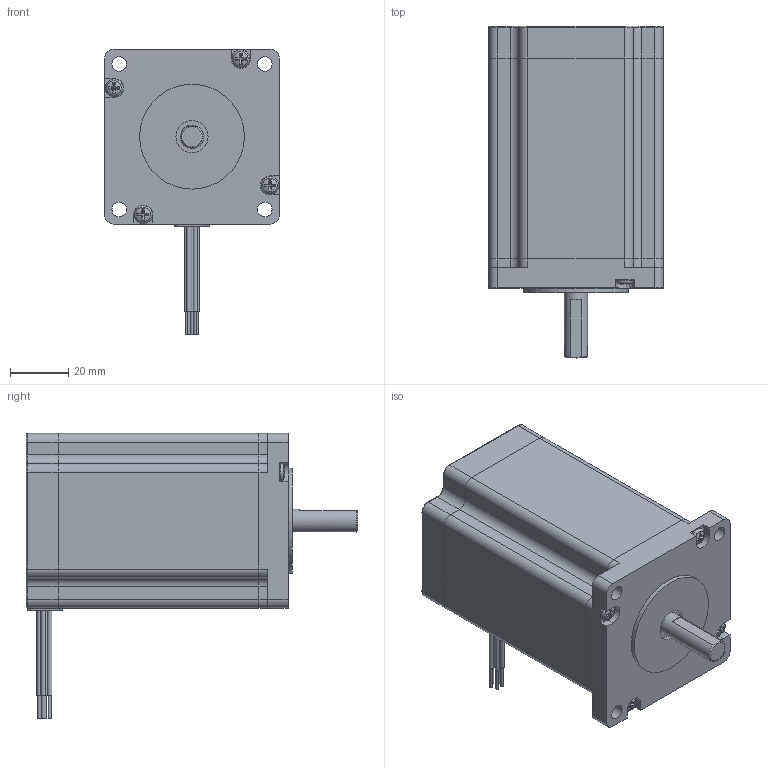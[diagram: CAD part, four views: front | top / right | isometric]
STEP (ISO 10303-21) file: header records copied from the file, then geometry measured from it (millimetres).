
FILE_DESCRIPTION( ( '' ), '1' );
FILE_NAME( 'MS2610H-03A.stp', '2015-10-23T00:49:47', ( 'Dimamotor' ), ( 'Dimamotor' ), 'PSStep 17.0.49', ' ', ' ' );
FILE_SCHEMA( ( 'AUTOMOTIVE_DESIGN { 1 0 10303 214 1 1 1 1 }' ) );
Length unit declared in the file: millimetre
Products named in the file (5): Assem1; MS26-上蓋; Screw_ANSI_B18.6.3_09F_UNF_No5x1_v12.00; MS2610H-定子; MS26-單軸下蓋
Assembly tree (7 placements, depth 2):
  Assem1
    MS26-上蓋
    Screw_ANSI_B18.6.3_09F_UNF_No5x1_v12.00  x4
    MS2610H-定子
    MS26-單軸下蓋
Bounding box: 60 x 114 x 98 mm (x, y, z)
Volume: 284260.2 mm3; surface area: 46447.2 mm2
Topology: 7 solids, 7 shells, 299 faces, 742 edges, 480 vertices
Faces by surface type: plane 146, cylinder 116, cone 17, torus 16, sphere 4
Full cylindrical faces by diameter (mm): 1 x6, 1.6 x6, 2.5 x4, 3.175 x8, 3.3 x4, 5 x4, 6 x1, 8 x1, 10 x3, 11 x1, 12 x1, 36 x1
Entity records: 8214 total; most frequent: DIRECTION 1166, CARTESIAN_POINT 1134, ORIENTED_EDGE 986, EDGE_CURVE 493, AXIS2_PLACEMENT_3D 453, VERTEX_POINT 343, EDGE_LOOP 304, LINE 260
